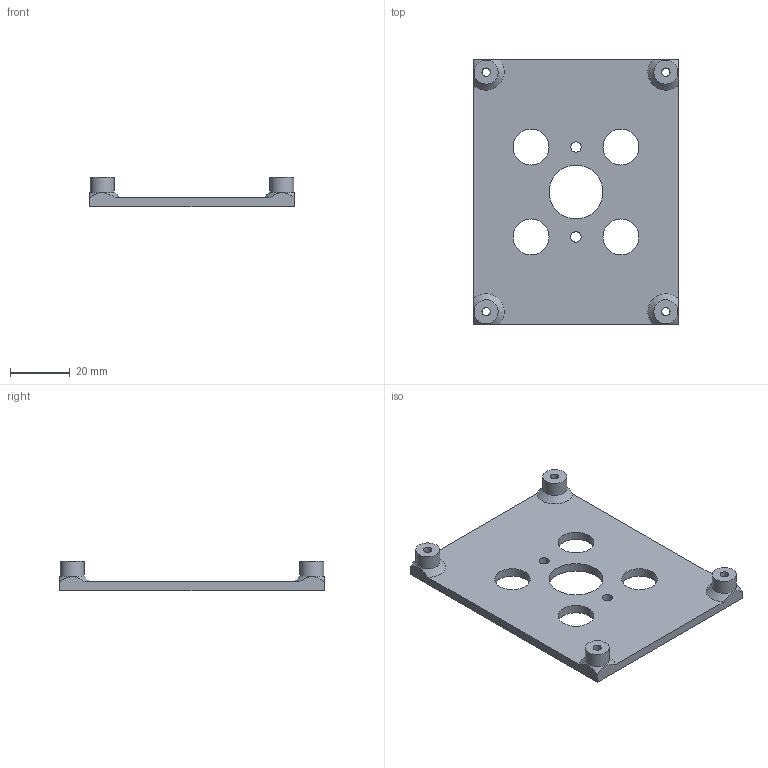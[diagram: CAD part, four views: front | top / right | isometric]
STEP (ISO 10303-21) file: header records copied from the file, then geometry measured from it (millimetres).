
FILE_DESCRIPTION(/* description */ (''),/* implementation_level */ '2;1');
FILE_NAME(/* name */ 'Mostfet Mount Large.step',/* time_stamp */ '2020-10-21T15:00:51-05:00',/* author */ (''),/* organization */ (''),/* preprocessor_version */ 'ST-DEVELOPER v18.1',/* originating_system */ 'Autodesk Translation Framework v9.3.0.1241',/* authorisation */ '');
FILE_SCHEMA (('AUTOMOTIVE_DESIGN { 1 0 10303 214 3 1 1 }'));
Length unit declared in the file: millimetre
Products named in the file (1): Mostfet Mount Large
Bounding box: 68.38 x 88.38 x 10 mm (x, y, z)
Volume: 17289.7 mm3; surface area: 13218.1 mm2
Topology: 1 solids, 1 shells, 29 faces, 77 edges, 50 vertices
Faces by surface type: cylinder 15, plane 10, cone 4
Full cylindrical faces by diameter (mm): 2.8 x4, 3.5 x2, 8 x4, 12 x4, 18 x1
Entity records: 982 total; most frequent: CARTESIAN_POINT 177, DIRECTION 163, ORIENTED_EDGE 154, EDGE_CURVE 77, AXIS2_PLACEMENT_3D 66, EDGE_LOOP 51, VERTEX_POINT 50, CIRCLE 36
